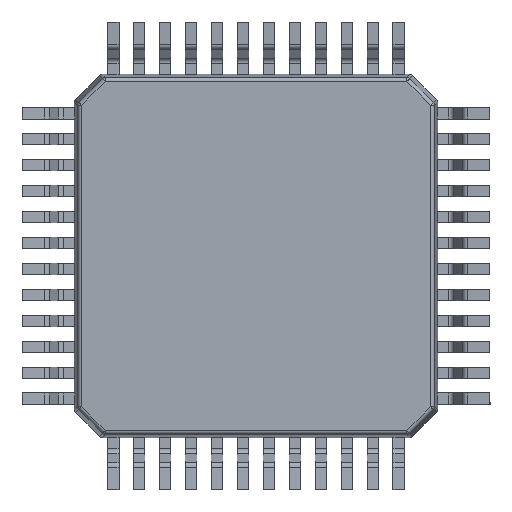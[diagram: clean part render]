
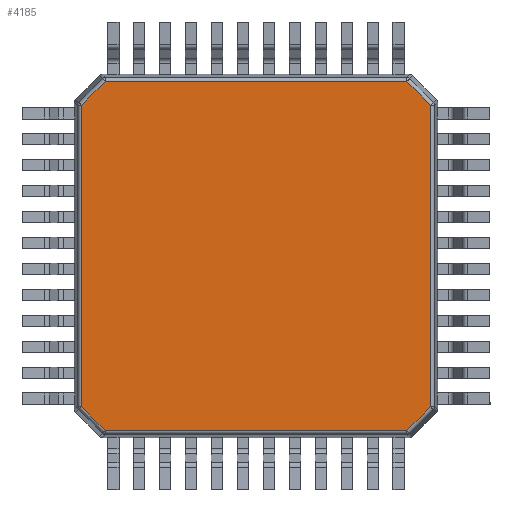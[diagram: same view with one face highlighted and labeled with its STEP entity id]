
A CAD part, front view. The second image highlights one B-rep face of the part: STEP entity #4185.
In plain terms, the highlighted planar face has unit normal (0, -1, 0).
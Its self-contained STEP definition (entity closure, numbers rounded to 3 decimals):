
#334 = EDGE_LOOP ( 'NONE', ( #10843, #31295, #26090, #20899, #23442, #6262, #16298, #11840 ) ) ;
#1915 = VECTOR ( 'NONE', #6361, 1000. ) ;
#2119 = CARTESIAN_POINT ( 'NONE',  ( 2.929, 0.05, -3.366 ) ) ;
#2641 = PLANE ( 'NONE',  #6754 ) ;
#3189 = LINE ( 'NONE', #13407, #14039 ) ;
#4185 = ADVANCED_FACE ( 'NONE', ( #10317 ), #2641, .F. ) ;
#5504 = DIRECTION ( 'NONE',  ( -1., 0., 0. ) ) ;
#6004 = VERTEX_POINT ( 'NONE', #17734 ) ;
#6110 = CARTESIAN_POINT ( 'NONE',  ( 2.904, 0.05, -3.366 ) ) ;
#6262 = ORIENTED_EDGE ( 'NONE', *, *, #18089, .T. ) ;
#6361 = DIRECTION ( 'NONE',  ( 0.71, 0., 0.704 ) ) ;
#6754 = AXIS2_PLACEMENT_3D ( 'NONE', #22833, #20512, #28267 ) ;
#6944 = VERTEX_POINT ( 'NONE', #6110 ) ;
#7237 = CARTESIAN_POINT ( 'NONE',  ( 3.366, 0.05, 2.929 ) ) ;
#8248 = LINE ( 'NONE', #2119, #25764 ) ;
#8581 = VERTEX_POINT ( 'NONE', #16351 ) ;
#8884 = LINE ( 'NONE', #10459, #28368 ) ;
#9138 = EDGE_CURVE ( 'NONE', #6944, #12915, #25054, .T. ) ;
#10317 = FACE_OUTER_BOUND ( 'NONE', #334, .T. ) ;
#10459 = CARTESIAN_POINT ( 'NONE',  ( -2.929, 0.05, 3.366 ) ) ;
#10566 = EDGE_CURVE ( 'NONE', #16960, #6004, #15972, .T. ) ;
#10843 = ORIENTED_EDGE ( 'NONE', *, *, #28944, .T. ) ;
#11840 = ORIENTED_EDGE ( 'NONE', *, *, #10566, .T. ) ;
#12501 = VERTEX_POINT ( 'NONE', #29961 ) ;
#12915 = VERTEX_POINT ( 'NONE', #13992 ) ;
#13186 = EDGE_CURVE ( 'NONE', #12915, #8581, #30638, .T. ) ;
#13407 = CARTESIAN_POINT ( 'NONE',  ( -2.885, 0.05, -3.388 ) ) ;
#13680 = LINE ( 'NONE', #19546, #27149 ) ;
#13992 = CARTESIAN_POINT ( 'NONE',  ( 3.366, 0.05, -2.907 ) ) ;
#14039 = VECTOR ( 'NONE', #31826, 1000. ) ;
#15151 = CARTESIAN_POINT ( 'NONE',  ( -3.366, 0.05, -2.904 ) ) ;
#15972 = LINE ( 'NONE', #28145, #21943 ) ;
#16298 = ORIENTED_EDGE ( 'NONE', *, *, #23279, .T. ) ;
#16351 = CARTESIAN_POINT ( 'NONE',  ( 3.366, 0.05, 2.904 ) ) ;
#16960 = VERTEX_POINT ( 'NONE', #27048 ) ;
#17734 = CARTESIAN_POINT ( 'NONE',  ( -3.366, 0.05, 2.907 ) ) ;
#18089 = EDGE_CURVE ( 'NONE', #8581, #26532, #13680, .T. ) ;
#18707 = VECTOR ( 'NONE', #32939, 1000. ) ;
#19546 = CARTESIAN_POINT ( 'NONE',  ( 2.885, 0.05, 3.388 ) ) ;
#19994 = DIRECTION ( 'NONE',  ( -0.704, 0., 0.71 ) ) ;
#20512 = DIRECTION ( 'NONE',  ( 0., 1., 0. ) ) ;
#20899 = ORIENTED_EDGE ( 'NONE', *, *, #9138, .T. ) ;
#21943 = VECTOR ( 'NONE', #22831, 1000. ) ;
#22518 = DIRECTION ( 'NONE',  ( 1., 0., 0. ) ) ;
#22831 = DIRECTION ( 'NONE',  ( -0.71, 0., -0.704 ) ) ;
#22833 = CARTESIAN_POINT ( 'NONE',  ( 0., 0.05, 0. ) ) ;
#23279 = EDGE_CURVE ( 'NONE', #26532, #16960, #8884, .T. ) ;
#23442 = ORIENTED_EDGE ( 'NONE', *, *, #13186, .T. ) ;
#24776 = DIRECTION ( 'NONE',  ( 0., 0., -1. ) ) ;
#24892 = CARTESIAN_POINT ( 'NONE',  ( -3.366, 0.05, -2.929 ) ) ;
#25054 = LINE ( 'NONE', #29409, #1915 ) ;
#25335 = EDGE_CURVE ( 'NONE', #26296, #12501, #3189, .T. ) ;
#25764 = VECTOR ( 'NONE', #22518, 1000. ) ;
#26090 = ORIENTED_EDGE ( 'NONE', *, *, #32688, .T. ) ;
#26296 = VERTEX_POINT ( 'NONE', #15151 ) ;
#26532 = VERTEX_POINT ( 'NONE', #31528 ) ;
#27048 = CARTESIAN_POINT ( 'NONE',  ( -2.904, 0.05, 3.366 ) ) ;
#27149 = VECTOR ( 'NONE', #19994, 1000. ) ;
#28145 = CARTESIAN_POINT ( 'NONE',  ( -3.388, 0.05, 2.885 ) ) ;
#28267 = DIRECTION ( 'NONE',  ( 0., 0., 1. ) ) ;
#28368 = VECTOR ( 'NONE', #5504, 1000. ) ;
#28387 = VECTOR ( 'NONE', #24776, 1000. ) ;
#28944 = EDGE_CURVE ( 'NONE', #6004, #26296, #30375, .T. ) ;
#29409 = CARTESIAN_POINT ( 'NONE',  ( 3.388, 0.05, -2.885 ) ) ;
#29961 = CARTESIAN_POINT ( 'NONE',  ( -2.907, 0.05, -3.366 ) ) ;
#30375 = LINE ( 'NONE', #24892, #28387 ) ;
#30638 = LINE ( 'NONE', #7237, #18707 ) ;
#31295 = ORIENTED_EDGE ( 'NONE', *, *, #25335, .T. ) ;
#31528 = CARTESIAN_POINT ( 'NONE',  ( 2.907, 0.05, 3.366 ) ) ;
#31826 = DIRECTION ( 'NONE',  ( 0.704, 0., -0.71 ) ) ;
#32688 = EDGE_CURVE ( 'NONE', #12501, #6944, #8248, .T. ) ;
#32939 = DIRECTION ( 'NONE',  ( 0., 0., 1. ) ) ;
